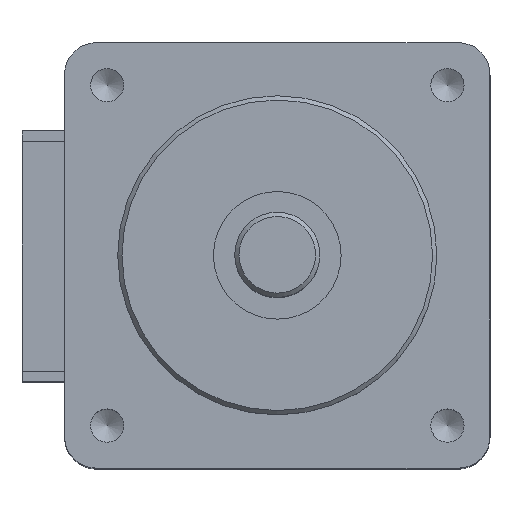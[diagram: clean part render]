
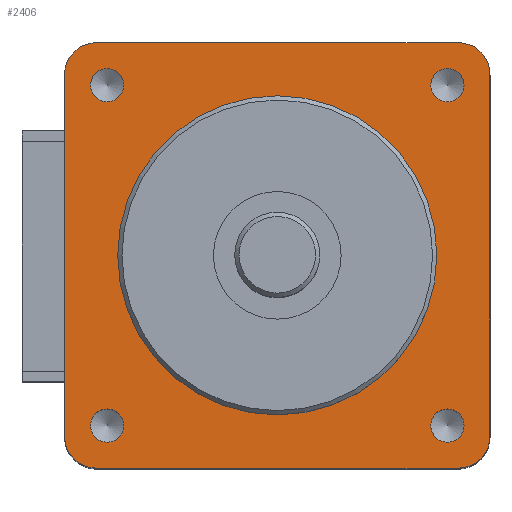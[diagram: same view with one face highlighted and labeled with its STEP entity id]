
A CAD part, top view. The second image highlights one B-rep face of the part: STEP entity #2406.
In plain terms, the highlighted planar face has unit normal (0, 0, 1).
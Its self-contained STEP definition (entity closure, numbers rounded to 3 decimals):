
#99=FACE_BOUND('',#389,.T.);
#100=FACE_BOUND('',#390,.T.);
#101=FACE_BOUND('',#391,.T.);
#102=FACE_BOUND('',#392,.T.);
#103=FACE_BOUND('',#393,.T.);
#126=PLANE('',#2765);
#240=FACE_OUTER_BOUND('',#388,.T.);
#388=EDGE_LOOP('',(#1782,#1783,#1784,#1785,#1786,#1787,#1788,#1789));
#389=EDGE_LOOP('',(#1790));
#390=EDGE_LOOP('',(#1791));
#391=EDGE_LOOP('',(#1792));
#392=EDGE_LOOP('',(#1793));
#393=EDGE_LOOP('',(#1794));
#555=LINE('',#3827,#802);
#556=LINE('',#3831,#803);
#557=LINE('',#3835,#804);
#558=LINE('',#3839,#805);
#802=VECTOR('',#3101,17.);
#803=VECTOR('',#3104,17.);
#804=VECTOR('',#3107,17.);
#805=VECTOR('',#3110,17.);
#1033=CIRCLE('',#2736,7.5);
#1035=CIRCLE('',#2739,0.784);
#1038=CIRCLE('',#2743,0.783);
#1041=CIRCLE('',#2747,0.783);
#1044=CIRCLE('',#2751,0.783);
#1050=CIRCLE('',#2766,1.5);
#1051=CIRCLE('',#2767,1.5);
#1052=CIRCLE('',#2768,1.5);
#1053=CIRCLE('',#2769,1.5);
#1129=VERTEX_POINT('',#3764);
#1130=VERTEX_POINT('',#3769);
#1133=VERTEX_POINT('',#3777);
#1136=VERTEX_POINT('',#3785);
#1139=VERTEX_POINT('',#3793);
#1149=VERTEX_POINT('',#3825);
#1150=VERTEX_POINT('',#3826);
#1151=VERTEX_POINT('',#3828);
#1152=VERTEX_POINT('',#3830);
#1153=VERTEX_POINT('',#3832);
#1154=VERTEX_POINT('',#3834);
#1155=VERTEX_POINT('',#3836);
#1156=VERTEX_POINT('',#3838);
#1364=EDGE_CURVE('',#1129,#1129,#1033,.T.);
#1366=EDGE_CURVE('',#1130,#1130,#1035,.T.);
#1370=EDGE_CURVE('',#1133,#1133,#1038,.T.);
#1374=EDGE_CURVE('',#1136,#1136,#1041,.T.);
#1378=EDGE_CURVE('',#1139,#1139,#1044,.T.);
#1391=EDGE_CURVE('',#1149,#1150,#555,.T.);
#1392=EDGE_CURVE('',#1151,#1149,#1050,.T.);
#1393=EDGE_CURVE('',#1152,#1151,#556,.T.);
#1394=EDGE_CURVE('',#1153,#1152,#1051,.T.);
#1395=EDGE_CURVE('',#1154,#1153,#557,.T.);
#1396=EDGE_CURVE('',#1155,#1154,#1052,.T.);
#1397=EDGE_CURVE('',#1156,#1155,#558,.T.);
#1398=EDGE_CURVE('',#1150,#1156,#1053,.T.);
#1782=ORIENTED_EDGE('',*,*,#1391,.F.);
#1783=ORIENTED_EDGE('',*,*,#1392,.F.);
#1784=ORIENTED_EDGE('',*,*,#1393,.F.);
#1785=ORIENTED_EDGE('',*,*,#1394,.F.);
#1786=ORIENTED_EDGE('',*,*,#1395,.F.);
#1787=ORIENTED_EDGE('',*,*,#1396,.F.);
#1788=ORIENTED_EDGE('',*,*,#1397,.F.);
#1789=ORIENTED_EDGE('',*,*,#1398,.F.);
#1790=ORIENTED_EDGE('',*,*,#1366,.T.);
#1791=ORIENTED_EDGE('',*,*,#1370,.T.);
#1792=ORIENTED_EDGE('',*,*,#1374,.T.);
#1793=ORIENTED_EDGE('',*,*,#1378,.T.);
#1794=ORIENTED_EDGE('',*,*,#1364,.T.);
#2406=ADVANCED_FACE('',(#240,#99,#100,#101,#102,#103),#126,.T.);
#2736=AXIS2_PLACEMENT_3D('',#3766,#3031,#3032);
#2739=AXIS2_PLACEMENT_3D('',#3770,#3037,#3038);
#2743=AXIS2_PLACEMENT_3D('',#3778,#3046,#3047);
#2747=AXIS2_PLACEMENT_3D('',#3786,#3055,#3056);
#2751=AXIS2_PLACEMENT_3D('',#3794,#3064,#3065);
#2765=AXIS2_PLACEMENT_3D('',#3824,#3099,#3100);
#2766=AXIS2_PLACEMENT_3D('',#3829,#3102,#3103);
#2767=AXIS2_PLACEMENT_3D('',#3833,#3105,#3106);
#2768=AXIS2_PLACEMENT_3D('',#3837,#3108,#3109);
#2769=AXIS2_PLACEMENT_3D('',#3840,#3111,#3112);
#3031=DIRECTION('center_axis',(0.,0.,-1.));
#3032=DIRECTION('ref_axis',(1.,0.,0.));
#3037=DIRECTION('center_axis',(0.,0.,-1.));
#3038=DIRECTION('ref_axis',(-1.,0.,0.));
#3046=DIRECTION('center_axis',(0.,0.,-1.));
#3047=DIRECTION('ref_axis',(-1.,0.,0.));
#3055=DIRECTION('center_axis',(0.,0.,-1.));
#3056=DIRECTION('ref_axis',(-1.,0.,0.));
#3064=DIRECTION('center_axis',(0.,0.,-1.));
#3065=DIRECTION('ref_axis',(-1.,0.,0.));
#3099=DIRECTION('center_axis',(0.,0.,1.));
#3100=DIRECTION('ref_axis',(1.,0.,0.));
#3101=DIRECTION('',(0.,-1.,0.));
#3102=DIRECTION('center_axis',(0.,0.,-1.));
#3103=DIRECTION('ref_axis',(1.,0.,0.));
#3104=DIRECTION('',(1.,0.,0.));
#3105=DIRECTION('center_axis',(0.,0.,-1.));
#3106=DIRECTION('ref_axis',(1.,0.,0.));
#3107=DIRECTION('',(0.,1.,0.));
#3108=DIRECTION('center_axis',(0.,0.,-1.));
#3109=DIRECTION('ref_axis',(1.,0.,0.));
#3110=DIRECTION('',(-1.,0.,0.));
#3111=DIRECTION('center_axis',(0.,0.,-1.));
#3112=DIRECTION('ref_axis',(1.,0.,0.));
#3764=CARTESIAN_POINT('',(-7.5,0.,6.2));
#3766=CARTESIAN_POINT('Origin',(0.,0.,6.2));
#3769=CARTESIAN_POINT('',(8.784,8.,6.2));
#3770=CARTESIAN_POINT('Origin',(8.,8.,6.2));
#3777=CARTESIAN_POINT('',(8.784,-8.,6.2));
#3778=CARTESIAN_POINT('Origin',(8.,-8.,6.2));
#3785=CARTESIAN_POINT('',(-7.217,8.,6.2));
#3786=CARTESIAN_POINT('Origin',(-8.,8.,6.2));
#3793=CARTESIAN_POINT('',(-7.217,-8.,6.2));
#3794=CARTESIAN_POINT('Origin',(-8.,-8.,6.2));
#3824=CARTESIAN_POINT('Origin',(0.,0.,6.2));
#3825=CARTESIAN_POINT('',(10.,8.5,6.2));
#3826=CARTESIAN_POINT('',(10.,-8.5,6.2));
#3827=CARTESIAN_POINT('',(10.,8.5,6.2));
#3828=CARTESIAN_POINT('',(8.5,10.,6.2));
#3829=CARTESIAN_POINT('Origin',(8.5,8.5,6.2));
#3830=CARTESIAN_POINT('',(-8.5,10.,6.2));
#3831=CARTESIAN_POINT('',(-8.5,10.,6.2));
#3832=CARTESIAN_POINT('',(-10.,8.5,6.2));
#3833=CARTESIAN_POINT('Origin',(-8.5,8.5,6.2));
#3834=CARTESIAN_POINT('',(-10.,-8.5,6.2));
#3835=CARTESIAN_POINT('',(-10.,-8.5,6.2));
#3836=CARTESIAN_POINT('',(-8.5,-10.,6.2));
#3837=CARTESIAN_POINT('Origin',(-8.5,-8.5,6.2));
#3838=CARTESIAN_POINT('',(8.5,-10.,6.2));
#3839=CARTESIAN_POINT('',(8.5,-10.,6.2));
#3840=CARTESIAN_POINT('Origin',(8.5,-8.5,6.2));
